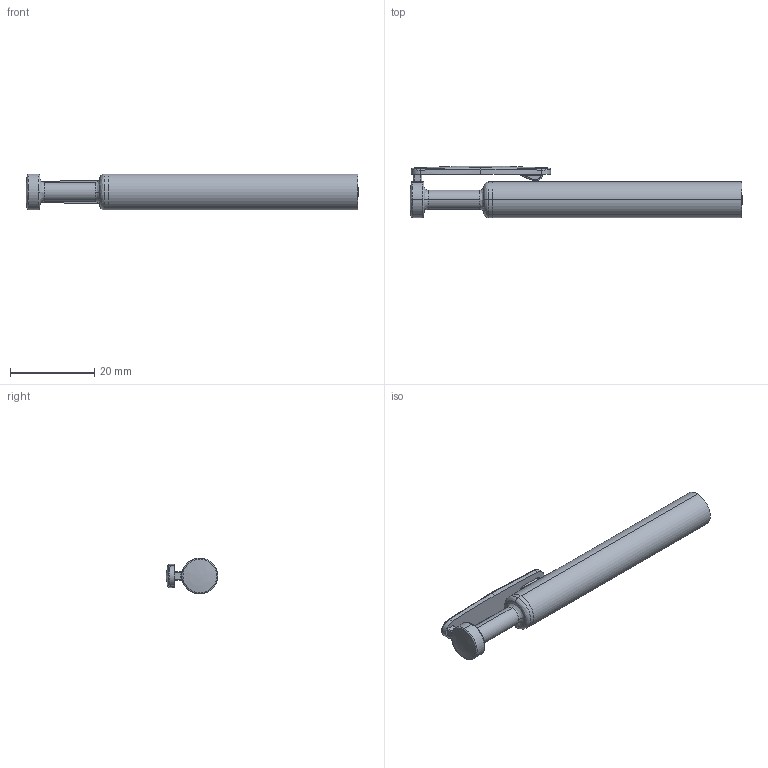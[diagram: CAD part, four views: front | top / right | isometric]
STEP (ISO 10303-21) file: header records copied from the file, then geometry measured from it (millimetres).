
FILE_DESCRIPTION (( 'STEP AP214' ), '1' );
FILE_NAME ('PKIT312-1QJ.STEP', '2021-12-07T13:19:42', ( '' ), ( '' ), 'SwSTEP 2.0', 'SolidWorks 2021', '' );
FILE_SCHEMA (( 'AUTOMOTIVE_DESIGN' ));
Length unit declared in the file: inch
Products named in the file (1): PKIT312-1QJ
Bounding box: 78.6 x 12.2 x 8.5 mm (x, y, z)
Volume: 3376.7 mm3; surface area: 5055 mm2
Topology: 2 solids, 2 shells, 1313 faces, 3086 edges, 1742 vertices
Faces by surface type: bspline 805, cylinder 325, plane 168, torus 8, cone 7
Entity records: 51698 total; most frequent: CARTESIAN_POINT 27995, ORIENTED_EDGE 6082, DIRECTION 3421, EDGE_CURVE 3041, VERTEX_POINT 1742, AXIS2_PLACEMENT_3D 1402, B_SPLINE_CURVE_WITH_KNOTS 1356, EDGE_LOOP 1325
